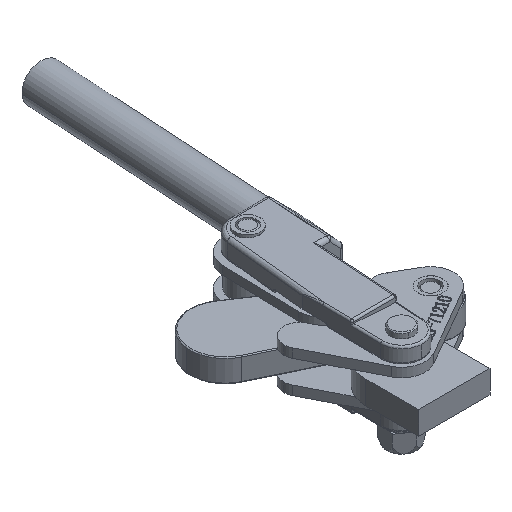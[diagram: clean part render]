
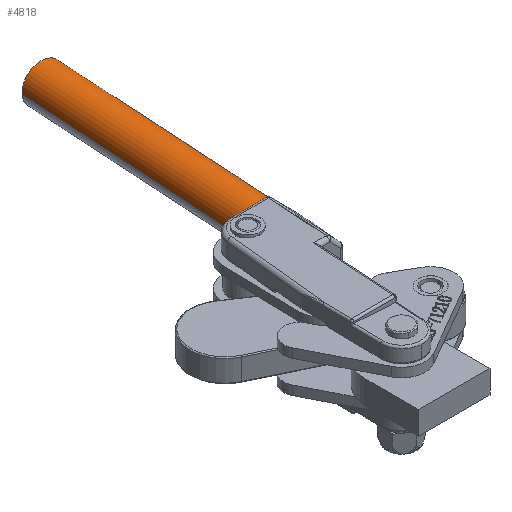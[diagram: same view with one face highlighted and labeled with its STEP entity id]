
A CAD part, isometric view. The second image highlights one B-rep face of the part: STEP entity #4818.
In plain terms, the highlighted cylindrical face has radius 10.25 mm (diameter 20.5 mm), a partial arc.
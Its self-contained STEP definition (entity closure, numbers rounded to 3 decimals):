
#3192 = EDGE_LOOP ( 'NONE', ( #26167, #26168, #26169, #26170 ) ) ;
#4256 = DIRECTION ( 'NONE',  ( 0., 0., -1. ) ) ;
#4262 = DIRECTION ( 'NONE',  ( 0., -1., 0. ) ) ;
#4264 = CARTESIAN_POINT ( 'NONE',  ( 0., 125., 0. ) ) ;
#4818 = ADVANCED_FACE ( 'NONE', ( #10475 ), #10479, .T. ) ;
#6570 = AXIS2_PLACEMENT_3D ( 'NONE', #12682, #12683, #12684 ) ;
#6571 = AXIS2_PLACEMENT_3D ( 'NONE', #12686, #12687, #12688 ) ;
#7159 = CARTESIAN_POINT ( 'NONE',  ( 0., 125., -10.25 ) ) ;
#7209 = CARTESIAN_POINT ( 'NONE',  ( 0., 0., 10.25 ) ) ;
#7347 = CARTESIAN_POINT ( 'NONE',  ( 0., 0., -10.25 ) ) ;
#7409 = CARTESIAN_POINT ( 'NONE',  ( 0., 125., 10.25 ) ) ;
#10475 = FACE_OUTER_BOUND ( 'NONE', #3192, .T. ) ;
#10479 = CYLINDRICAL_SURFACE ( 'NONE', #23279, 10.25 ) ;
#11725 = VERTEX_POINT ( 'NONE', #7159 ) ;
#11781 = VERTEX_POINT ( 'NONE', #7209 ) ;
#11917 = VERTEX_POINT ( 'NONE', #7347 ) ;
#11980 = VERTEX_POINT ( 'NONE', #7409 ) ;
#12679 = DIRECTION ( 'NONE',  ( 0., -1., 0. ) ) ;
#12680 = DIRECTION ( 'NONE',  ( 0., -1., 0. ) ) ;
#12681 = CARTESIAN_POINT ( 'NONE',  ( 0., 125., 10.25 ) ) ;
#12682 = CARTESIAN_POINT ( 'NONE',  ( 0., 125., 0. ) ) ;
#12683 = DIRECTION ( 'NONE',  ( 0., 1., 0. ) ) ;
#12684 = DIRECTION ( 'NONE',  ( 0., 0., 1. ) ) ;
#12685 = CARTESIAN_POINT ( 'NONE',  ( 0., 125., -10.25 ) ) ;
#12686 = CARTESIAN_POINT ( 'NONE',  ( 0., 0., 0. ) ) ;
#12687 = DIRECTION ( 'NONE',  ( 0., 1., 0. ) ) ;
#12688 = DIRECTION ( 'NONE',  ( 0., 0., 1. ) ) ;
#13229 = CIRCLE ( 'NONE', #6570, 10.25 ) ;
#13230 = LINE ( 'NONE', #12681, #13234 ) ;
#13232 = CIRCLE ( 'NONE', #6571, 10.25 ) ;
#13234 = VECTOR ( 'NONE', #12679, 1000. ) ;
#13235 = LINE ( 'NONE', #12685, #13237 ) ;
#13237 = VECTOR ( 'NONE', #12680, 1000. ) ;
#23279 = AXIS2_PLACEMENT_3D ( 'NONE', #4264, #4262, #4256 ) ;
#23436 = EDGE_CURVE ( 'NONE', #11980, #11725, #13229, .T. ) ;
#23437 = EDGE_CURVE ( 'NONE', #11980, #11781, #13230, .T. ) ;
#23438 = EDGE_CURVE ( 'NONE', #11781, #11917, #13232, .T. ) ;
#23439 = EDGE_CURVE ( 'NONE', #11725, #11917, #13235, .T. ) ;
#26167 = ORIENTED_EDGE ( 'NONE', *, *, #23436, .F. ) ;
#26168 = ORIENTED_EDGE ( 'NONE', *, *, #23437, .T. ) ;
#26169 = ORIENTED_EDGE ( 'NONE', *, *, #23438, .T. ) ;
#26170 = ORIENTED_EDGE ( 'NONE', *, *, #23439, .F. ) ;
